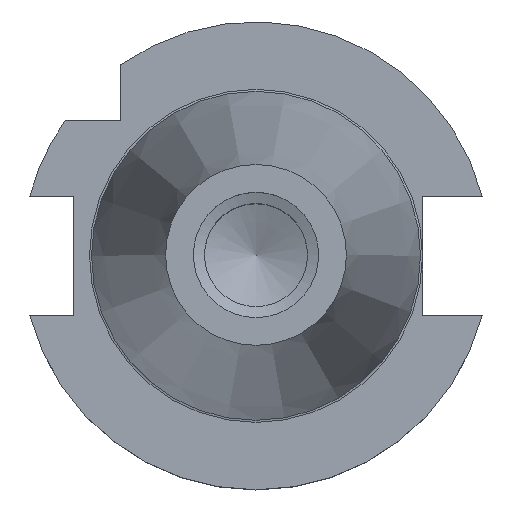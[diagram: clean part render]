
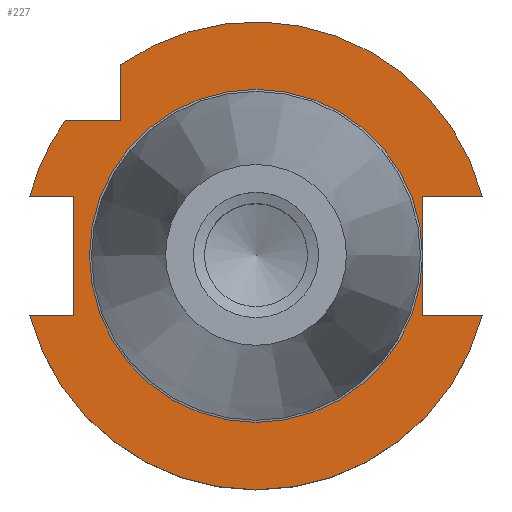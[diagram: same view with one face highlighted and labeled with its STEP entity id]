
A CAD part, top view. The second image highlights one B-rep face of the part: STEP entity #227.
In plain terms, the highlighted planar face has unit normal (0, 0, 1).
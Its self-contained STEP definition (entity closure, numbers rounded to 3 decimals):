
#50=PLANE('',#912);
#72=FACE_OUTER_BOUND('',#343,.T.);
#107=LINE('',#1303,#159);
#108=LINE('',#1305,#160);
#109=LINE('',#1308,#161);
#110=LINE('',#1310,#162);
#111=LINE('',#1311,#163);
#112=LINE('',#1313,#164);
#113=LINE('',#1314,#165);
#114=LINE('',#1316,#166);
#115=LINE('',#1318,#167);
#159=VECTOR('',#1045,1.);
#160=VECTOR('',#1046,1.);
#161=VECTOR('',#1049,1.);
#162=VECTOR('',#1050,1.);
#163=VECTOR('',#1051,1.);
#164=VECTOR('',#1052,1.);
#165=VECTOR('',#1053,1.);
#166=VECTOR('',#1054,1.);
#167=VECTOR('',#1055,1.);
#227=ADVANCED_FACE('',(#72),#50,.F.);
#343=EDGE_LOOP('',(#431,#432,#433,#434,#435,#436,#437,#438,#439,#440,#441,
#442,#443));
#431=ORIENTED_EDGE('',*,*,#733,.F.);
#432=ORIENTED_EDGE('',*,*,#734,.T.);
#433=ORIENTED_EDGE('',*,*,#735,.T.);
#434=ORIENTED_EDGE('',*,*,#736,.T.);
#435=ORIENTED_EDGE('',*,*,#737,.T.);
#436=ORIENTED_EDGE('',*,*,#724,.T.);
#437=ORIENTED_EDGE('',*,*,#738,.T.);
#438=ORIENTED_EDGE('',*,*,#739,.F.);
#439=ORIENTED_EDGE('',*,*,#728,.F.);
#440=ORIENTED_EDGE('',*,*,#740,.F.);
#441=ORIENTED_EDGE('',*,*,#741,.F.);
#442=ORIENTED_EDGE('',*,*,#742,.T.);
#443=ORIENTED_EDGE('',*,*,#720,.F.);
#637=VERTEX_POINT('',#1269);
#639=VERTEX_POINT('',#1273);
#640=VERTEX_POINT('',#1277);
#643=VERTEX_POINT('',#1282);
#645=VERTEX_POINT('',#1287);
#647=VERTEX_POINT('',#1291);
#652=VERTEX_POINT('',#1304);
#653=VERTEX_POINT('',#1306);
#654=VERTEX_POINT('',#1309);
#655=VERTEX_POINT('',#1312);
#656=VERTEX_POINT('',#1315);
#657=VERTEX_POINT('',#1317);
#720=EDGE_CURVE('',#639,#637,#829,.T.);
#724=EDGE_CURVE('',#640,#643,#831,.T.);
#728=EDGE_CURVE('',#647,#645,#833,.T.);
#733=EDGE_CURVE('',#652,#639,#107,.T.);
#734=EDGE_CURVE('',#652,#653,#108,.T.);
#735=EDGE_CURVE('',#653,#653,#836,.T.);
#736=EDGE_CURVE('',#653,#654,#109,.T.);
#737=EDGE_CURVE('',#654,#640,#110,.T.);
#738=EDGE_CURVE('',#643,#655,#111,.T.);
#739=EDGE_CURVE('',#645,#655,#112,.T.);
#740=EDGE_CURVE('',#656,#647,#113,.T.);
#741=EDGE_CURVE('',#657,#656,#114,.T.);
#742=EDGE_CURVE('',#657,#637,#115,.T.);
#829=CIRCLE('',#900,31.75);
#831=CIRCLE('',#903,31.75);
#833=CIRCLE('',#906,31.75);
#836=CIRCLE('',#911,22.6);
#900=AXIS2_PLACEMENT_3D('',#1274,#1017,#1018);
#903=AXIS2_PLACEMENT_3D('',#1283,#1025,#1026);
#906=AXIS2_PLACEMENT_3D('',#1292,#1033,#1034);
#911=AXIS2_PLACEMENT_3D('',#1307,#1047,#1048);
#912=AXIS2_PLACEMENT_3D('',#1319,#1056,#1057);
#1017=DIRECTION('',(0.,0.,-1.));
#1018=DIRECTION('',(-1.,0.,0.));
#1025=DIRECTION('',(0.,0.,1.));
#1026=DIRECTION('',(-1.,0.,0.));
#1033=DIRECTION('',(0.,0.,-1.));
#1034=DIRECTION('',(-1.,0.,0.));
#1045=DIRECTION('',(1.,0.,0.));
#1046=DIRECTION('',(0.,1.,0.));
#1047=DIRECTION('',(0.,0.,-1.));
#1048=DIRECTION('',(-1.,0.,0.));
#1049=DIRECTION('',(0.,1.,0.));
#1050=DIRECTION('',(1.,0.,0.));
#1051=DIRECTION('',(0.,-1.,0.));
#1052=DIRECTION('',(1.,0.,0.));
#1053=DIRECTION('',(-1.,0.,0.));
#1054=DIRECTION('',(0.,1.,0.));
#1055=DIRECTION('',(-1.,0.,0.));
#1056=DIRECTION('',(0.,0.,-1.));
#1057=DIRECTION('',(-1.,0.,0.));
#1269=CARTESIAN_POINT('',(-30.701,-8.095,-3.2));
#1273=CARTESIAN_POINT('',(30.701,-8.095,-3.2));
#1274=CARTESIAN_POINT('',(0.,0.,-3.2));
#1277=CARTESIAN_POINT('',(30.701,8.095,-3.2));
#1282=CARTESIAN_POINT('',(-18.35,25.91,-3.2));
#1283=CARTESIAN_POINT('',(0.,0.,-3.2));
#1287=CARTESIAN_POINT('',(-25.91,18.35,-3.2));
#1291=CARTESIAN_POINT('',(-30.701,8.095,-3.2));
#1292=CARTESIAN_POINT('',(0.,0.,-3.2));
#1303=CARTESIAN_POINT('',(0.,-8.095,-3.2));
#1304=CARTESIAN_POINT('',(22.6,-8.095,-3.2));
#1305=CARTESIAN_POINT('',(22.6,22.,-3.2));
#1306=CARTESIAN_POINT('',(22.6,0.,-3.2));
#1307=CARTESIAN_POINT('',(0.,0.,-3.2));
#1308=CARTESIAN_POINT('',(22.6,22.,-3.2));
#1309=CARTESIAN_POINT('',(22.6,8.095,-3.2));
#1310=CARTESIAN_POINT('',(41.75,8.095,-3.2));
#1311=CARTESIAN_POINT('',(-18.35,22.,-3.2));
#1312=CARTESIAN_POINT('',(-18.35,18.35,-3.2));
#1313=CARTESIAN_POINT('',(0.,18.35,-3.2));
#1314=CARTESIAN_POINT('',(0.,8.095,-3.2));
#1315=CARTESIAN_POINT('',(-24.8,8.095,-3.2));
#1316=CARTESIAN_POINT('',(-24.8,22.,-3.2));
#1317=CARTESIAN_POINT('',(-24.8,-8.095,-3.2));
#1318=CARTESIAN_POINT('',(-41.75,-8.095,-3.2));
#1319=CARTESIAN_POINT('',(0.,22.,-3.2));
